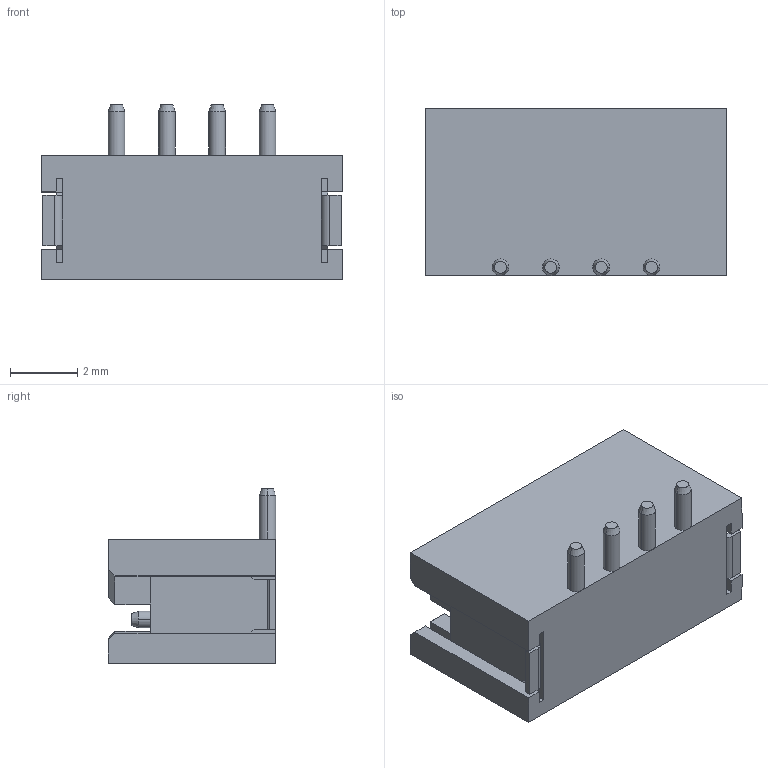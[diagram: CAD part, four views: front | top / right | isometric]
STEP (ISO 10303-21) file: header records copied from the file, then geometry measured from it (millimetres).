
FILE_DESCRIPTION (( 'STEP AP214' ), '1' );
FILE_NAME ('B4B-ZR-SM4-TFT(LF)(SN).STEP', '2023-11-03T15:13:01', ( '' ), ( '' ), 'SwSTEP 2.0', 'SolidWorks 2021', '' );
FILE_SCHEMA (( 'AUTOMOTIVE_DESIGN' ));
Length unit declared in the file: millimetre
Products named in the file (3): B4B-ZR-SM4-TFT(LF)(SN); BxB-ZR-SM4_4; BxB-ZR-SM4 pins_4
Assembly tree (2 placements, depth 2):
  B4B-ZR-SM4-TFT(LF)(SN)
    BxB-ZR-SM4_4
    BxB-ZR-SM4 pins_4
Bounding box: 9 x 5 x 5.2 mm (x, y, z)
Volume: 101.5 mm3; surface area: 341.8 mm2
Topology: 11 solids, 11 shells, 142 faces, 332 edges, 212 vertices
Faces by surface type: plane 106, cylinder 20, cone 16
Entity records: 4187 total; most frequent: CARTESIAN_POINT 691, DIRECTION 690, ORIENTED_EDGE 664, EDGE_CURVE 332, VECTOR 268, LINE 268, VERTEX_POINT 212, AXIS2_PLACEMENT_3D 211
